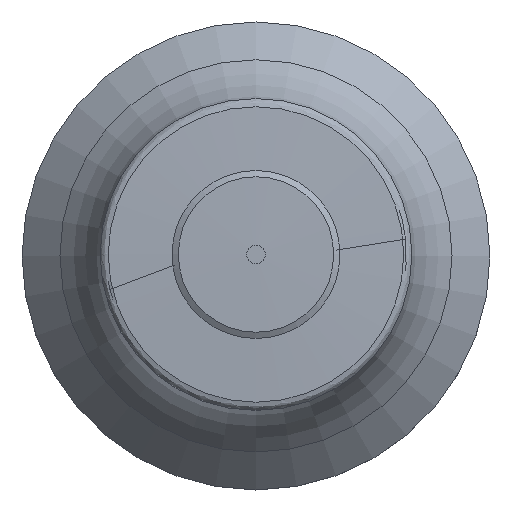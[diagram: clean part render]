
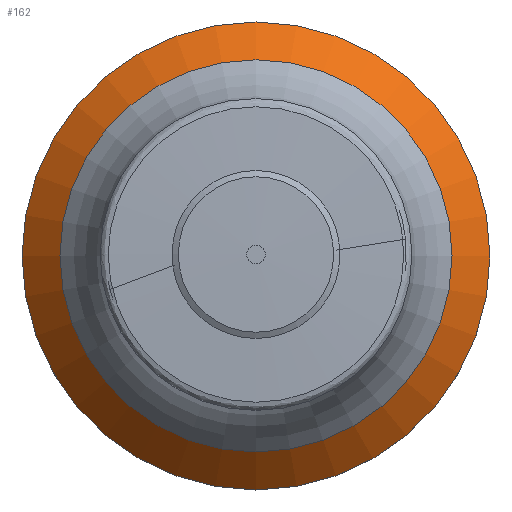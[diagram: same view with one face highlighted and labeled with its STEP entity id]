
A CAD part, top view. The second image highlights one B-rep face of the part: STEP entity #162.
In plain terms, the highlighted conical face has half-angle 45 degrees and reference radius 13.5 mm.
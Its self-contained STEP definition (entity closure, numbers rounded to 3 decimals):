
#83=CONICAL_SURFACE('',#437,13.5,45.);
#127=FACE_BOUND('',#221,.T.);
#128=FACE_BOUND('',#222,.T.);
#162=ADVANCED_FACE('',(#127,#128),#83,.T.);
#221=EDGE_LOOP('',(#284));
#222=EDGE_LOOP('',(#285));
#284=ORIENTED_EDGE('',*,*,#375,.T.);
#285=ORIENTED_EDGE('',*,*,#376,.T.);
#338=VERTEX_POINT('',#699);
#339=VERTEX_POINT('',#701);
#375=EDGE_CURVE('',#338,#338,#398,.T.);
#376=EDGE_CURVE('',#339,#339,#399,.T.);
#398=CIRCLE('',#435,17.601);
#399=CIRCLE('',#436,21.);
#435=AXIS2_PLACEMENT_3D('',#698,#528,#529);
#436=AXIS2_PLACEMENT_3D('',#700,#530,#531);
#437=AXIS2_PLACEMENT_3D('',#702,#532,#533);
#528=DIRECTION('',(0.,0.,-1.));
#529=DIRECTION('',(0.,1.,0.));
#530=DIRECTION('',(0.,0.,1.));
#531=DIRECTION('',(0.,-1.,0.));
#532=DIRECTION('',(0.,0.,-1.));
#533=DIRECTION('',(0.,1.,0.));
#698=CARTESIAN_POINT('',(0.,0.,8.399));
#699=CARTESIAN_POINT('',(0.,17.601,8.399));
#700=CARTESIAN_POINT('',(0.,0.,5.));
#701=CARTESIAN_POINT('',(0.,-21.,5.));
#702=CARTESIAN_POINT('',(0.,0.,12.5));
